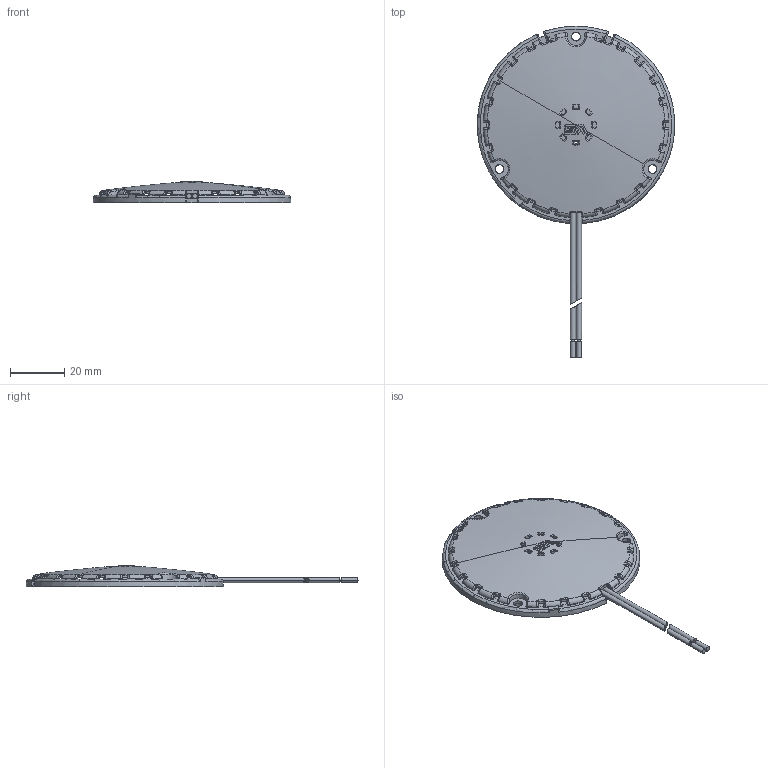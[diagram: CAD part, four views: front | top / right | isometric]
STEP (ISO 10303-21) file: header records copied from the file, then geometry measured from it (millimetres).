
FILE_DESCRIPTION(('Creo Elements/Direct Modeling STEP Export'),'2;1');
FILE_NAME('READYLINE_C07_EU_LAT.stp','2017-06-22T13:21:06',(''),(''),'Creo Elements/Direct Modeling STEP processor for AP214 (Solid Model)','Creo Elements/Direct Modeling 19.0F 14-Feb-2017 (C) Parametric Technology GmbH','');
FILE_SCHEMA(('AUTOMOTIVE_DESIGN { 1 0 10303 214 1 1 1 1 }'));
Length unit declared in the file: millimetre
Products named in the file (6): CAVO_1.1; CAVO_2.1; DIFFUSORE; CAVO_2; CAVO_1; READYLINE_C07_EU_LAT
Assembly tree (5 placements, depth 2):
  READYLINE_C07_EU_LAT
    CAVO_1
    CAVO_2
    DIFFUSORE
    CAVO_2.1
    CAVO_1.1
Bounding box: 73.27 x 122.95 x 8.03 mm (x, y, z)
Volume: 13014.1 mm3; surface area: 18420.2 mm2
Topology: 5 solids, 11 shells, 845 faces, 2296 edges, 1404 vertices
Faces by surface type: bspline 362, plane 178, cylinder 164, torus 77, cone 55, sphere 9
Entity records: 63204 total; most frequent: CARTESIAN_POINT 46448, ORIENTED_EDGE 4538, EDGE_CURVE 2269, DIRECTION 2025, VERTEX_POINT 1404, B_SPLINE_CURVE_WITH_KNOTS 978, EDGE_LOOP 871, FACE_OUTER_BOUND 845
